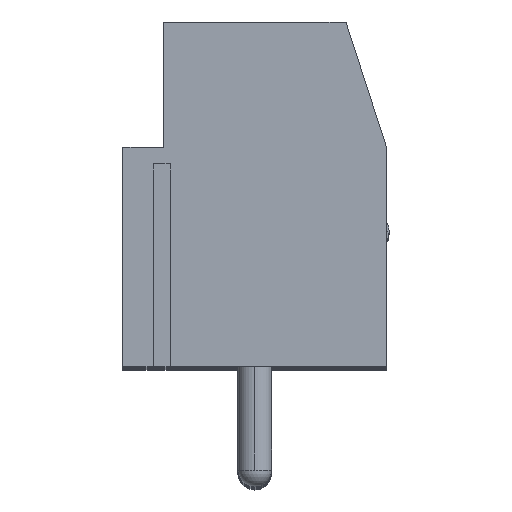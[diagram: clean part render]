
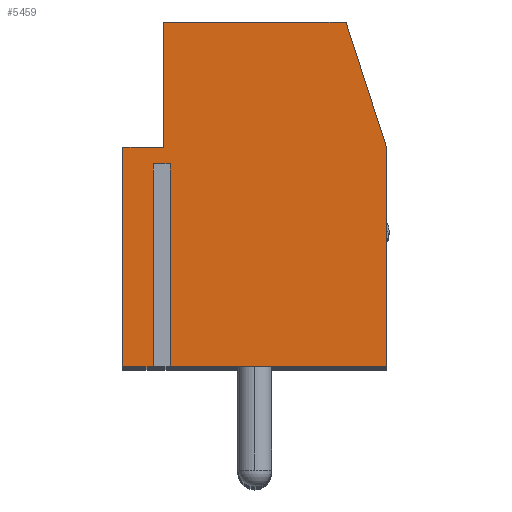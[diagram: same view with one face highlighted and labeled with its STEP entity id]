
A CAD part, top view. The second image highlights one B-rep face of the part: STEP entity #5459.
In plain terms, the highlighted planar face has unit normal (0, 0, 1).
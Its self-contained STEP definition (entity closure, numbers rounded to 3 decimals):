
#97 = DIRECTION ( 'NONE',  ( 1., 0., 0. ) ) ;
#108 = DIRECTION ( 'NONE',  ( 1., 0., 0. ) ) ;
#340 = EDGE_CURVE ( 'NONE', #3552, #3486, #5850, .T. ) ;
#364 = DIRECTION ( 'NONE',  ( -1., 0., 0. ) ) ;
#370 = EDGE_CURVE ( 'NONE', #1661, #3872, #2184, .T. ) ;
#407 = DIRECTION ( 'NONE',  ( 0., -1., 0. ) ) ;
#424 = VERTEX_POINT ( 'NONE', #3285 ) ;
#451 = EDGE_CURVE ( 'NONE', #3872, #3424, #4340, .T. ) ;
#553 = CARTESIAN_POINT ( 'NONE',  ( 0., -5.1, 0. ) ) ;
#555 = VERTEX_POINT ( 'NONE', #4523 ) ;
#622 = CARTESIAN_POINT ( 'NONE',  ( 2.7, 5.1, 0. ) ) ;
#658 = ORIENTED_EDGE ( 'NONE', *, *, #3708, .F. ) ;
#732 = VECTOR ( 'NONE', #2649, 1000. ) ;
#797 = VECTOR ( 'NONE', #2349, 1000. ) ;
#988 = DIRECTION ( 'NONE',  ( 0., 1., 0. ) ) ;
#1120 = ORIENTED_EDGE ( 'NONE', *, *, #3935, .T. ) ;
#1171 = ORIENTED_EDGE ( 'NONE', *, *, #3391, .T. ) ;
#1189 = LINE ( 'NONE', #5841, #3488 ) ;
#1232 = VECTOR ( 'NONE', #97, 1000. ) ;
#1270 = VECTOR ( 'NONE', #4698, 1000. ) ;
#1339 = CARTESIAN_POINT ( 'NONE',  ( 3.9, 1.4, 0. ) ) ;
#1375 = CARTESIAN_POINT ( 'NONE',  ( -3.9, -5.1, 0. ) ) ;
#1376 = LINE ( 'NONE', #5587, #1232 ) ;
#1392 = DIRECTION ( 'NONE',  ( -0.309, 0.951, 0. ) ) ;
#1461 = ORIENTED_EDGE ( 'NONE', *, *, #4592, .T. ) ;
#1601 = DIRECTION ( 'NONE',  ( 1., 0., 0. ) ) ;
#1605 = CARTESIAN_POINT ( 'NONE',  ( -2.61, 0.9, 0. ) ) ;
#1656 = VERTEX_POINT ( 'NONE', #1339 ) ;
#1661 = VERTEX_POINT ( 'NONE', #1375 ) ;
#1908 = CARTESIAN_POINT ( 'NONE',  ( -2.61, -9.1, 0. ) ) ;
#2033 = LINE ( 'NONE', #4797, #5713 ) ;
#2034 = DIRECTION ( 'NONE',  ( -1., 0., 0. ) ) ;
#2184 = LINE ( 'NONE', #553, #2461 ) ;
#2206 = CARTESIAN_POINT ( 'NONE',  ( 3.9, 0., 0. ) ) ;
#2245 = VECTOR ( 'NONE', #5452, 1000. ) ;
#2307 = LINE ( 'NONE', #5424, #3397 ) ;
#2349 = DIRECTION ( 'NONE',  ( 0., 1., 0. ) ) ;
#2372 = FACE_OUTER_BOUND ( 'NONE', #5737, .T. ) ;
#2382 = LINE ( 'NONE', #2206, #2245 ) ;
#2392 = CARTESIAN_POINT ( 'NONE',  ( 0., 5.1, 0. ) ) ;
#2461 = VECTOR ( 'NONE', #108, 1000. ) ;
#2500 = ORIENTED_EDGE ( 'NONE', *, *, #370, .T. ) ;
#2613 = LINE ( 'NONE', #5534, #2909 ) ;
#2649 = DIRECTION ( 'NONE',  ( 0., -1., 0. ) ) ;
#2896 = EDGE_CURVE ( 'NONE', #424, #4158, #3247, .T. ) ;
#2909 = VECTOR ( 'NONE', #1392, 1000. ) ;
#2960 = CARTESIAN_POINT ( 'NONE',  ( -2.7, 5.1, 0. ) ) ;
#2981 = VERTEX_POINT ( 'NONE', #4692 ) ;
#3127 = VECTOR ( 'NONE', #988, 1000. ) ;
#3169 = ORIENTED_EDGE ( 'NONE', *, *, #5663, .T. ) ;
#3219 = EDGE_CURVE ( 'NONE', #3552, #555, #4534, .T. ) ;
#3227 = AXIS2_PLACEMENT_3D ( 'NONE', #3874, #4346, #1601 ) ;
#3247 = LINE ( 'NONE', #1908, #797 ) ;
#3285 = CARTESIAN_POINT ( 'NONE',  ( -2.61, -5.1, 0. ) ) ;
#3391 = EDGE_CURVE ( 'NONE', #424, #4790, #1376, .T. ) ;
#3397 = VECTOR ( 'NONE', #407, 1000. ) ;
#3424 = VERTEX_POINT ( 'NONE', #5159 ) ;
#3486 = VERTEX_POINT ( 'NONE', #622 ) ;
#3488 = VECTOR ( 'NONE', #364, 1000. ) ;
#3552 = VERTEX_POINT ( 'NONE', #2960 ) ;
#3708 = EDGE_CURVE ( 'NONE', #4158, #3424, #1189, .T. ) ;
#3872 = VERTEX_POINT ( 'NONE', #4584 ) ;
#3874 = CARTESIAN_POINT ( 'NONE',  ( 0., 0., 0. ) ) ;
#3935 = EDGE_CURVE ( 'NONE', #1656, #3486, #2613, .T. ) ;
#3961 = ORIENTED_EDGE ( 'NONE', *, *, #4312, .F. ) ;
#4158 = VERTEX_POINT ( 'NONE', #1605 ) ;
#4312 = EDGE_CURVE ( 'NONE', #1656, #4790, #2382, .T. ) ;
#4340 = LINE ( 'NONE', #5554, #3127 ) ;
#4346 = DIRECTION ( 'NONE',  ( 0., 0., 1. ) ) ;
#4358 = ORIENTED_EDGE ( 'NONE', *, *, #3219, .T. ) ;
#4523 = CARTESIAN_POINT ( 'NONE',  ( -2.7, 1.4, 0. ) ) ;
#4526 = CARTESIAN_POINT ( 'NONE',  ( 3.9, -5.1, 0. ) ) ;
#4534 = LINE ( 'NONE', #5428, #732 ) ;
#4584 = CARTESIAN_POINT ( 'NONE',  ( -2.89, -5.1, 0. ) ) ;
#4592 = EDGE_CURVE ( 'NONE', #555, #2981, #2033, .T. ) ;
#4692 = CARTESIAN_POINT ( 'NONE',  ( -3.9, 1.4, 0. ) ) ;
#4698 = DIRECTION ( 'NONE',  ( 1., 0., 0. ) ) ;
#4713 = ORIENTED_EDGE ( 'NONE', *, *, #2896, .F. ) ;
#4790 = VERTEX_POINT ( 'NONE', #4526 ) ;
#4797 = CARTESIAN_POINT ( 'NONE',  ( 0., 1.4, 0. ) ) ;
#5125 = ORIENTED_EDGE ( 'NONE', *, *, #451, .T. ) ;
#5159 = CARTESIAN_POINT ( 'NONE',  ( -2.89, 0.9, 0. ) ) ;
#5233 = PLANE ( 'NONE',  #3227 ) ;
#5424 = CARTESIAN_POINT ( 'NONE',  ( -3.9, 0., 0. ) ) ;
#5428 = CARTESIAN_POINT ( 'NONE',  ( -2.7, 0., 0. ) ) ;
#5444 = ORIENTED_EDGE ( 'NONE', *, *, #340, .F. ) ;
#5452 = DIRECTION ( 'NONE',  ( 0., -1., 0. ) ) ;
#5459 = ADVANCED_FACE ( 'NONE', ( #2372 ), #5233, .T. ) ;
#5534 = CARTESIAN_POINT ( 'NONE',  ( 3.94, 1.278, 0. ) ) ;
#5554 = CARTESIAN_POINT ( 'NONE',  ( -2.89, -9.1, 0. ) ) ;
#5587 = CARTESIAN_POINT ( 'NONE',  ( 0., -5.1, 0. ) ) ;
#5663 = EDGE_CURVE ( 'NONE', #2981, #1661, #2307, .T. ) ;
#5713 = VECTOR ( 'NONE', #2034, 1000. ) ;
#5737 = EDGE_LOOP ( 'NONE', ( #2500, #5125, #658, #4713, #1171, #3961, #1120, #5444, #4358, #1461, #3169 ) ) ;
#5841 = CARTESIAN_POINT ( 'NONE',  ( -3., 0.9, 0. ) ) ;
#5850 = LINE ( 'NONE', #2392, #1270 ) ;
